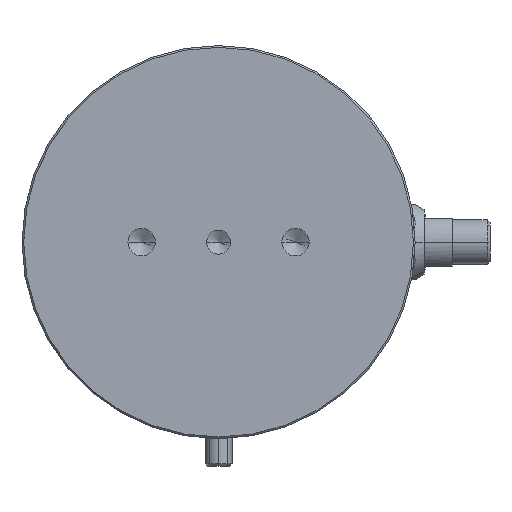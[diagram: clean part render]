
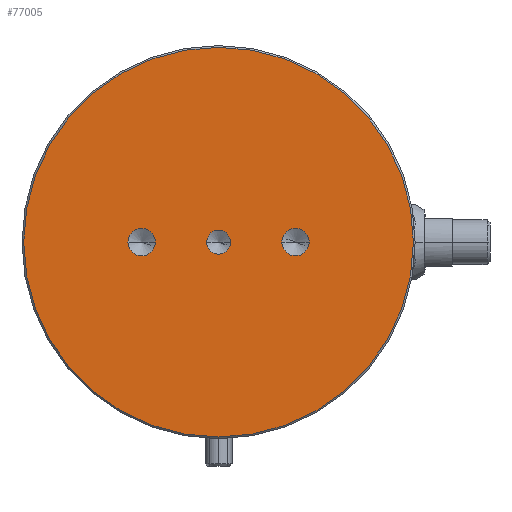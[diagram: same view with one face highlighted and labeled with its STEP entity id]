
A CAD part, left-side view. The second image highlights one B-rep face of the part: STEP entity #77005.
In plain terms, the highlighted planar face has unit normal (-1, 0, 0).
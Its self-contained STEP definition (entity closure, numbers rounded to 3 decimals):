
#24158=CARTESIAN_POINT('',(-130.,0.,0.));
#24159=DIRECTION('',(1.,0.,0.));
#24160=DIRECTION('',(0.,1.,0.));
#24161=AXIS2_PLACEMENT_3D('',#24158,#24159,#24160);
#24176=CARTESIAN_POINT('',(-130.,22.5,0.));
#24177=DIRECTION('',(1.,0.,0.));
#24178=DIRECTION('',(0.,-1.,0.));
#24179=AXIS2_PLACEMENT_3D('',#24176,#24177,#24178);
#24181=CARTESIAN_POINT('',(-130.,22.5,0.));
#24182=DIRECTION('',(1.,0.,0.));
#24183=DIRECTION('',(0.,1.,0.));
#24184=AXIS2_PLACEMENT_3D('',#24181,#24182,#24183);
#24186=CARTESIAN_POINT('',(-130.,-22.5,0.));
#24187=DIRECTION('',(-1.,0.,0.));
#24188=DIRECTION('',(0.,1.,0.));
#24189=AXIS2_PLACEMENT_3D('',#24186,#24187,#24188);
#24191=CARTESIAN_POINT('',(-130.,-22.5,0.));
#24192=DIRECTION('',(-1.,0.,0.));
#24193=DIRECTION('',(0.,-1.,0.));
#24194=AXIS2_PLACEMENT_3D('',#24191,#24192,#24193);
#24196=CARTESIAN_POINT('',(-130.,0.,0.));
#24197=DIRECTION('',(1.,0.,0.));
#24198=DIRECTION('',(0.,-1.,0.));
#24199=AXIS2_PLACEMENT_3D('',#24196,#24197,#24198);
#24201=CARTESIAN_POINT('',(-130.,0.,0.));
#24202=DIRECTION('',(1.,0.,0.));
#24203=DIRECTION('',(0.,1.,0.));
#24204=AXIS2_PLACEMENT_3D('',#24201,#24202,#24203);
#24206=CARTESIAN_POINT('',(-130.,0.,0.));
#24207=DIRECTION('',(-1.,0.,0.));
#24208=DIRECTION('',(0.,1.,0.));
#24209=AXIS2_PLACEMENT_3D('',#24206,#24207,#24208);
#56651=CARTESIAN_POINT('',(-130.,18.5,0.));
#56652=CARTESIAN_POINT('',(-130.,26.5,0.));
#56653=VERTEX_POINT('',#56651);
#56654=VERTEX_POINT('',#56652);
#56661=CARTESIAN_POINT('',(-130.,-18.5,0.));
#56662=CARTESIAN_POINT('',(-130.,-26.5,0.));
#56663=VERTEX_POINT('',#56661);
#56664=VERTEX_POINT('',#56662);
#56671=CARTESIAN_POINT('',(-130.,-3.5,0.));
#56672=CARTESIAN_POINT('',(-130.,3.5,0.));
#56673=VERTEX_POINT('',#56671);
#56674=VERTEX_POINT('',#56672);
#56675=CARTESIAN_POINT('',(-130.,57.,0.));
#56676=CARTESIAN_POINT('',(-130.,-57.,0.));
#56677=VERTEX_POINT('',#56675);
#56678=VERTEX_POINT('',#56676);
#76977=CARTESIAN_POINT('',(-130.,0.,0.));
#76978=DIRECTION('',(1.,0.,0.));
#76979=DIRECTION('',(0.,-1.,0.));
#76980=AXIS2_PLACEMENT_3D('',#76977,#76978,#76979);
#76981=PLANE('',#76980);
#76983=ORIENTED_EDGE('',*,*,#76982,.F.);
#76984=ORIENTED_EDGE('',*,*,#76967,.T.);
#76985=EDGE_LOOP('',(#76983,#76984));
#76986=FACE_OUTER_BOUND('',#76985,.F.);
#76988=ORIENTED_EDGE('',*,*,#76987,.F.);
#76990=ORIENTED_EDGE('',*,*,#76989,.F.);
#76991=EDGE_LOOP('',(#76988,#76990));
#76992=FACE_BOUND('',#76991,.F.);
#76994=ORIENTED_EDGE('',*,*,#76993,.T.);
#76996=ORIENTED_EDGE('',*,*,#76995,.T.);
#76997=EDGE_LOOP('',(#76994,#76996));
#76998=FACE_BOUND('',#76997,.F.);
#77000=ORIENTED_EDGE('',*,*,#76999,.F.);
#77002=ORIENTED_EDGE('',*,*,#77001,.F.);
#77003=EDGE_LOOP('',(#77000,#77002));
#77004=FACE_BOUND('',#77003,.F.);
#77005=ADVANCED_FACE('',(#76986,#76992,#76998,#77004),#76981,.F.);
#24162=CIRCLE('',#24161,57.);
#24180=CIRCLE('',#24179,4.);
#24185=CIRCLE('',#24184,4.);
#24190=CIRCLE('',#24189,4.);
#24195=CIRCLE('',#24194,4.);
#24200=CIRCLE('',#24199,3.5);
#24205=CIRCLE('',#24204,3.5);
#24210=CIRCLE('',#24209,57.);
#76967=EDGE_CURVE('',#56677,#56678,#24162,.T.);
#76982=EDGE_CURVE('',#56677,#56678,#24210,.T.);
#76987=EDGE_CURVE('',#56653,#56654,#24180,.T.);
#76989=EDGE_CURVE('',#56654,#56653,#24185,.T.);
#76993=EDGE_CURVE('',#56663,#56664,#24190,.T.);
#76995=EDGE_CURVE('',#56664,#56663,#24195,.T.);
#76999=EDGE_CURVE('',#56673,#56674,#24200,.T.);
#77001=EDGE_CURVE('',#56674,#56673,#24205,.T.);
